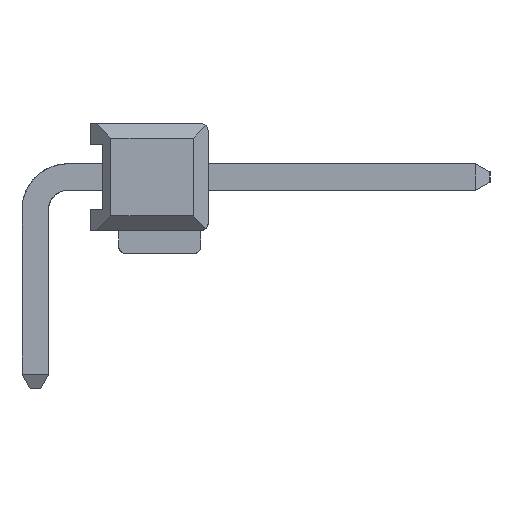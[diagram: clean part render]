
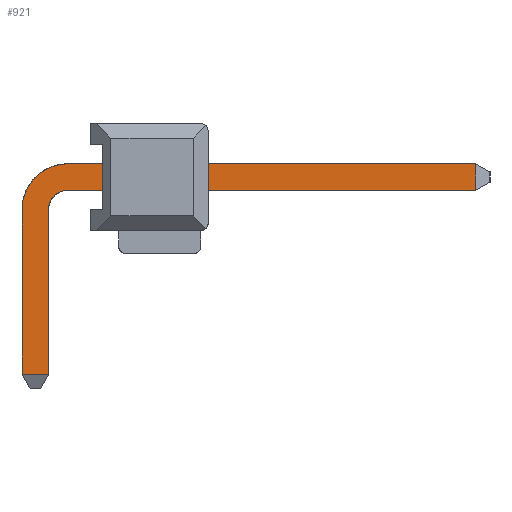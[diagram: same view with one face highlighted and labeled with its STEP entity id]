
A CAD part, left-side view. The second image highlights one B-rep face of the part: STEP entity #921.
In plain terms, the highlighted planar face has unit normal (-1, -0.003, 0).
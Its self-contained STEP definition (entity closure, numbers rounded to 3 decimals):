
#921=ADVANCED_FACE('',(#1416),#17030,.T.);
#1416=FACE_OUTER_BOUND('',#1931,.T.);
#1931=EDGE_LOOP('',(#4271,#4272,#4273,#4274));
#4271=ORIENTED_EDGE('',*,*,#12252,.T.);
#4272=ORIENTED_EDGE('',*,*,#12253,.T.);
#4273=ORIENTED_EDGE('',*,*,#12254,.T.);
#4274=ORIENTED_EDGE('',*,*,#12255,.T.);
#4801=(
BOUNDED_CURVE()
B_SPLINE_CURVE(2,(#29085,#29086,#29087),.UNSPECIFIED.,.F.,.F.)
B_SPLINE_CURVE_WITH_KNOTS((3,3),(-31.5,-30.87),
 .UNSPECIFIED.)
CURVE()
GEOMETRIC_REPRESENTATION_ITEM()
RATIONAL_B_SPLINE_CURVE((1.,1.,1.))
REPRESENTATION_ITEM('')
);
#4802=(
BOUNDED_CURVE()
B_SPLINE_CURVE(2,(#29088,#29089,#29090),.UNSPECIFIED.,.F.,.F.)
B_SPLINE_CURVE_WITH_KNOTS((3,3),(-31.5,-30.87),
 .UNSPECIFIED.)
CURVE()
GEOMETRIC_REPRESENTATION_ITEM()
RATIONAL_B_SPLINE_CURVE((1.,1.,1.))
REPRESENTATION_ITEM('')
);
#4803=(
BOUNDED_CURVE()
B_SPLINE_CURVE(2,(#29091,#29092,#29093,#29094,#29095,#29096,#29097),
 .UNSPECIFIED.,.F.,.F.)
B_SPLINE_CURVE_WITH_KNOTS((3,2,2,3),(-30.87,-23.432,
-21.728,-18.725),.UNSPECIFIED.)
CURVE()
GEOMETRIC_REPRESENTATION_ITEM()
RATIONAL_B_SPLINE_CURVE((1.,1.,1.,0.707,1.,1.,1.))
REPRESENTATION_ITEM('')
);
#4804=(
BOUNDED_CURVE()
B_SPLINE_CURVE(2,(#29098,#29099,#29100,#29101,#29102,#29103,#29104),
 .UNSPECIFIED.,.F.,.F.)
B_SPLINE_CURVE_WITH_KNOTS((3,2,2,3),(-30.87,-23.432,
-21.728,-18.725),.UNSPECIFIED.)
CURVE()
GEOMETRIC_REPRESENTATION_ITEM()
RATIONAL_B_SPLINE_CURVE((1.,1.,1.,0.707,1.,1.,1.))
REPRESENTATION_ITEM('')
);
#4805=(
BOUNDED_CURVE()
B_SPLINE_CURVE(2,(#29105,#29106,#29107),.UNSPECIFIED.,.F.,.F.)
B_SPLINE_CURVE_WITH_KNOTS((3,3),(-18.725,-18.095),
 .UNSPECIFIED.)
CURVE()
GEOMETRIC_REPRESENTATION_ITEM()
RATIONAL_B_SPLINE_CURVE((1.,1.,1.))
REPRESENTATION_ITEM('')
);
#4806=(
BOUNDED_CURVE()
B_SPLINE_CURVE(2,(#29108,#29109,#29110),.UNSPECIFIED.,.F.,.F.)
B_SPLINE_CURVE_WITH_KNOTS((3,3),(-18.725,-18.095),
 .UNSPECIFIED.)
CURVE()
GEOMETRIC_REPRESENTATION_ITEM()
RATIONAL_B_SPLINE_CURVE((1.,1.,1.))
REPRESENTATION_ITEM('')
);
#4807=(
BOUNDED_CURVE()
B_SPLINE_CURVE(2,(#29111,#29112,#29113,#29114,#29115,#29116,#29117),
 .UNSPECIFIED.,.F.,.F.)
B_SPLINE_CURVE_WITH_KNOTS((3,2,2,3),(-18.095,-15.093,
-14.378,-6.94),.UNSPECIFIED.)
CURVE()
GEOMETRIC_REPRESENTATION_ITEM()
RATIONAL_B_SPLINE_CURVE((1.,1.,1.,0.707,1.,1.,1.))
REPRESENTATION_ITEM('')
);
#4808=(
BOUNDED_CURVE()
B_SPLINE_CURVE(2,(#29118,#29119,#29120,#29121,#29122,#29123,#29124),
 .UNSPECIFIED.,.F.,.F.)
B_SPLINE_CURVE_WITH_KNOTS((3,2,2,3),(-18.095,-15.093,
-14.378,-6.94),.UNSPECIFIED.)
CURVE()
GEOMETRIC_REPRESENTATION_ITEM()
RATIONAL_B_SPLINE_CURVE((1.,1.,1.,0.707,1.,1.,1.))
REPRESENTATION_ITEM('')
);
#7139=PCURVE('',#17030,#9625);
#7140=PCURVE('',#17030,#9626);
#7141=PCURVE('',#17030,#9627);
#7142=PCURVE('',#17030,#9628);
#9625=DEFINITIONAL_REPRESENTATION('',(#4802),#29995);
#9626=DEFINITIONAL_REPRESENTATION('',(#4804),#29995);
#9627=DEFINITIONAL_REPRESENTATION('',(#4806),#29995);
#9628=DEFINITIONAL_REPRESENTATION('',(#4808),#29995);
#10981=SURFACE_CURVE('',#4801,(#7139),.PCURVE_S1.);
#10982=SURFACE_CURVE('',#4803,(#7140),.PCURVE_S1.);
#10983=SURFACE_CURVE('',#4805,(#7141),.PCURVE_S1.);
#10984=SURFACE_CURVE('',#4807,(#7142),.PCURVE_S1.);
#12252=EDGE_CURVE('',#16495,#16498,#10981,.T.);
#12253=EDGE_CURVE('',#16498,#16497,#10982,.T.);
#12254=EDGE_CURVE('',#16497,#16496,#10983,.T.);
#12255=EDGE_CURVE('',#16496,#16495,#10984,.T.);
#16495=VERTEX_POINT('',#29081);
#16496=VERTEX_POINT('',#29082);
#16497=VERTEX_POINT('',#29083);
#16498=VERTEX_POINT('',#29084);
#17030=PLANE('',#17479);
#17479=AXIS2_PLACEMENT_3D('',#29080,#17913,$);
#17913=DIRECTION('',(-1.,-0.003,0.));
#29080=CARTESIAN_POINT('',(-0.316,0.422,-2.91));
#29081=CARTESIAN_POINT('',(-0.288,-10.456,1.505));
#29082=CARTESIAN_POINT('',(-0.315,-0.316,-2.86));
#29083=CARTESIAN_POINT('',(-0.316,0.314,-2.86));
#29084=CARTESIAN_POINT('',(-0.288,-10.456,2.135));
#29085=CARTESIAN_POINT('',(-0.288,-10.456,1.505));
#29086=CARTESIAN_POINT('',(-0.288,-10.456,1.82));
#29087=CARTESIAN_POINT('',(-0.288,-10.456,2.135));
#29088=CARTESIAN_POINT('',(0.,0.));
#29089=CARTESIAN_POINT('',(0.,0.315));
#29090=CARTESIAN_POINT('',(0.,0.63));
#29091=CARTESIAN_POINT('',(-0.288,-10.456,2.135));
#29092=CARTESIAN_POINT('',(-0.3,-5.614,2.135));
#29093=CARTESIAN_POINT('',(-0.313,-0.771,2.135));
#29094=CARTESIAN_POINT('',(-0.316,0.314,2.135));
#29095=CARTESIAN_POINT('',(-0.316,0.314,1.05));
#29096=CARTESIAN_POINT('',(-0.316,0.314,-0.905));
#29097=CARTESIAN_POINT('',(-0.316,0.314,-2.86));
#29098=CARTESIAN_POINT('',(0.,0.63));
#29099=CARTESIAN_POINT('',(-4.843,0.63));
#29100=CARTESIAN_POINT('',(-9.686,0.63));
#29101=CARTESIAN_POINT('',(-10.771,0.63));
#29102=CARTESIAN_POINT('',(-10.771,-0.455));
#29103=CARTESIAN_POINT('',(-10.771,-2.41));
#29104=CARTESIAN_POINT('',(-10.771,-4.365));
#29105=CARTESIAN_POINT('',(-0.316,0.314,-2.86));
#29106=CARTESIAN_POINT('',(-0.315,-0.001,-2.86));
#29107=CARTESIAN_POINT('',(-0.315,-0.316,-2.86));
#29108=CARTESIAN_POINT('',(-10.771,-4.365));
#29109=CARTESIAN_POINT('',(-10.456,-4.365));
#29110=CARTESIAN_POINT('',(-10.141,-4.365));
#29111=CARTESIAN_POINT('',(-0.315,-0.316,-2.86));
#29112=CARTESIAN_POINT('',(-0.314,-0.316,-0.905));
#29113=CARTESIAN_POINT('',(-0.314,-0.316,1.05));
#29114=CARTESIAN_POINT('',(-0.314,-0.316,1.505));
#29115=CARTESIAN_POINT('',(-0.313,-0.771,1.505));
#29116=CARTESIAN_POINT('',(-0.3,-5.614,1.505));
#29117=CARTESIAN_POINT('',(-0.288,-10.456,1.505));
#29118=CARTESIAN_POINT('',(-10.141,-4.365));
#29119=CARTESIAN_POINT('',(-10.141,-2.41));
#29120=CARTESIAN_POINT('',(-10.141,-0.455));
#29121=CARTESIAN_POINT('',(-10.141,0.));
#29122=CARTESIAN_POINT('',(-9.686,0.));
#29123=CARTESIAN_POINT('',(-4.843,0.));
#29124=CARTESIAN_POINT('',(0.,0.));
#29995=(
GEOMETRIC_REPRESENTATION_CONTEXT(2)
PARAMETRIC_REPRESENTATION_CONTEXT()
REPRESENTATION_CONTEXT('pspace','')
);
